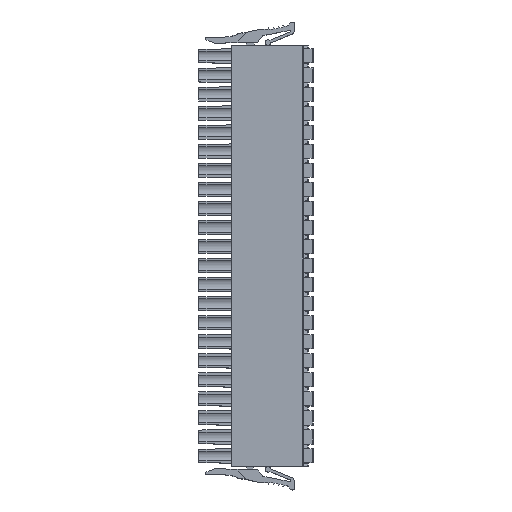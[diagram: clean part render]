
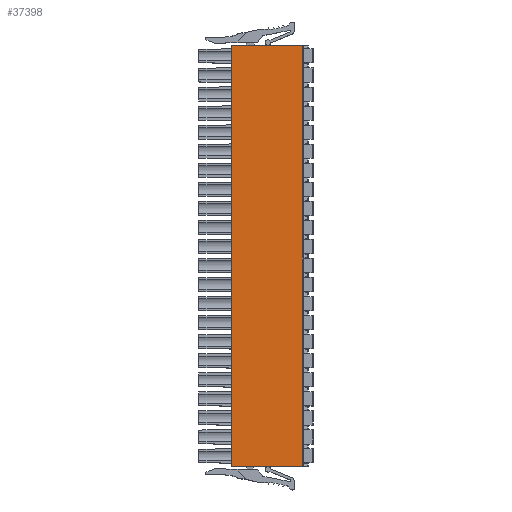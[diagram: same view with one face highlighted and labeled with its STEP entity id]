
A CAD part, top view. The second image highlights one B-rep face of the part: STEP entity #37398.
In plain terms, the highlighted planar face has unit normal (0, 0, 1).
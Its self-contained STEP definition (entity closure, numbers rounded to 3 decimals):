
#9013=DIRECTION('',(0.,1.,0.));
#9014=VECTOR('',#9013,84.21);
#9015=CARTESIAN_POINT('',(7.475,-22.265,3.4));
#9016=LINE('',#9015,#9014);
#9021=DIRECTION('',(0.,1.,0.));
#9022=VECTOR('',#9021,84.21);
#9023=CARTESIAN_POINT('',(-6.625,-22.265,
3.4));
#9024=LINE('',#9023,#9022);
#12474=DIRECTION('',(-1.,0.,0.));
#12475=VECTOR('',#12474,14.1);
#12476=CARTESIAN_POINT('',(7.475,61.945,3.4));
#12477=LINE('',#12476,#12475);
#13730=DIRECTION('',(1.,0.,0.));
#13731=VECTOR('',#13730,14.1);
#13732=CARTESIAN_POINT('',(-6.625,-22.265,
3.4));
#13733=LINE('',#13732,#13731);
#20158=CARTESIAN_POINT('',(-6.625,-22.265,
3.4));
#20159=VERTEX_POINT('',#20158);
#20186=CARTESIAN_POINT('',(7.475,-22.265,
3.4));
#20187=VERTEX_POINT('',#20186);
#25122=CARTESIAN_POINT('',(-6.625,61.945,
3.4));
#25123=VERTEX_POINT('',#25122);
#25124=CARTESIAN_POINT('',(7.475,61.945,3.4));
#25125=VERTEX_POINT('',#25124);
#37384=CARTESIAN_POINT('',(4.299,-14.645,3.4));
#37385=DIRECTION('',(0.,0.,1.));
#37386=DIRECTION('',(-1.,0.,0.));
#37387=AXIS2_PLACEMENT_3D('',#37384,#37385,#37386);
#37388=PLANE('',#37387);
#37390=ORIENTED_EDGE('',*,*,#37389,.T.);
#37392=ORIENTED_EDGE('',*,*,#37391,.F.);
#37393=ORIENTED_EDGE('',*,*,#37374,.F.);
#37395=ORIENTED_EDGE('',*,*,#37394,.F.);
#37396=EDGE_LOOP('',(#37390,#37392,#37393,#37395));
#37397=FACE_OUTER_BOUND('',#37396,.F.);
#37374=EDGE_CURVE('',#20187,#25125,#9016,.T.);
#37389=EDGE_CURVE('',#20159,#25123,#9024,.T.);
#37391=EDGE_CURVE('',#25125,#25123,#12477,.T.);
#37394=EDGE_CURVE('',#20159,#20187,#13733,.T.);
#37398=ADVANCED_FACE('',(#37397),#37388,.T.);
